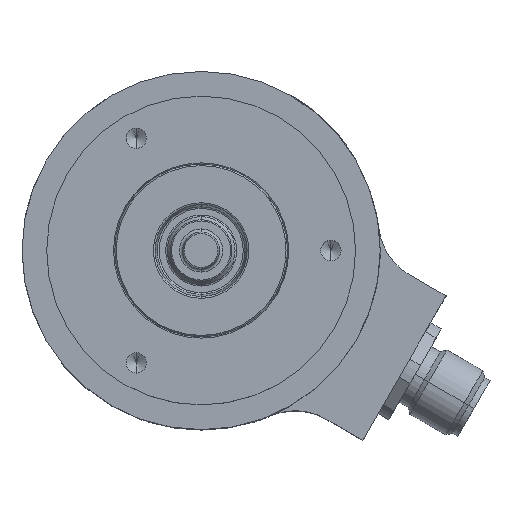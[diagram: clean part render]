
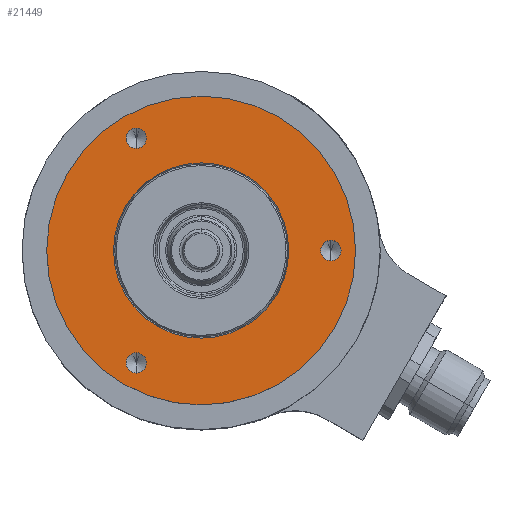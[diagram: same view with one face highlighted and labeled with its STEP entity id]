
A CAD part, top view. The second image highlights one B-rep face of the part: STEP entity #21449.
In plain terms, the highlighted planar face has unit normal (0, 0, 1).
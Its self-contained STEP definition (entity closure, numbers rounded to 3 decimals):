
#6928=CARTESIAN_POINT('',(0.,0.,27.));
#6929=DIRECTION('',(0.,0.,-1.));
#6930=DIRECTION('',(0.,1.,0.));
#6931=AXIS2_PLACEMENT_3D('',#6928,#6929,#6930);
#6933=CARTESIAN_POINT('',(0.,0.,27.));
#6934=DIRECTION('',(0.,0.,-1.));
#6935=DIRECTION('',(0.,-1.,0.));
#6936=AXIS2_PLACEMENT_3D('',#6933,#6934,#6935);
#6938=CARTESIAN_POINT('',(21.,0.,27.));
#6939=DIRECTION('',(0.,0.,1.));
#6940=DIRECTION('',(0.,-1.,0.));
#6941=AXIS2_PLACEMENT_3D('',#6938,#6939,#6940);
#6943=CARTESIAN_POINT('',(21.,0.,27.));
#6944=DIRECTION('',(0.,0.,1.));
#6945=DIRECTION('',(0.,1.,0.));
#6946=AXIS2_PLACEMENT_3D('',#6943,#6944,#6945);
#6948=CARTESIAN_POINT('',(-10.5,-18.187,27.));
#6949=DIRECTION('',(0.,0.,1.));
#6950=DIRECTION('',(0.,-1.,0.));
#6951=AXIS2_PLACEMENT_3D('',#6948,#6949,#6950);
#6953=CARTESIAN_POINT('',(-10.5,-18.187,27.));
#6954=DIRECTION('',(0.,0.,1.));
#6955=DIRECTION('',(0.,1.,0.));
#6956=AXIS2_PLACEMENT_3D('',#6953,#6954,#6955);
#6958=CARTESIAN_POINT('',(-10.5,18.187,27.));
#6959=DIRECTION('',(0.,0.,1.));
#6960=DIRECTION('',(0.,-1.,0.));
#6961=AXIS2_PLACEMENT_3D('',#6958,#6959,#6960);
#6963=CARTESIAN_POINT('',(-10.5,18.187,27.));
#6964=DIRECTION('',(0.,0.,1.));
#6965=DIRECTION('',(0.,1.,0.));
#6966=AXIS2_PLACEMENT_3D('',#6963,#6964,#6965);
#6973=CARTESIAN_POINT('',(0.,0.,27.));
#6974=DIRECTION('',(0.,0.,-1.));
#6975=DIRECTION('',(-1.,0.,0.));
#6976=AXIS2_PLACEMENT_3D('',#6973,#6974,#6975);
#6991=CARTESIAN_POINT('',(0.,0.,27.));
#6992=DIRECTION('',(0.,0.,-1.));
#6993=DIRECTION('',(1.,0.,0.));
#6994=AXIS2_PLACEMENT_3D('',#6991,#6992,#6993);
#14345=CARTESIAN_POINT('',(0.,25.,27.));
#14346=CARTESIAN_POINT('',(0.,-25.,27.));
#14347=VERTEX_POINT('',#14345);
#14348=VERTEX_POINT('',#14346);
#14373=CARTESIAN_POINT('',(14.188,0.,27.));
#14374=CARTESIAN_POINT('',(-14.188,0.,27.));
#14375=VERTEX_POINT('',#14373);
#14376=VERTEX_POINT('',#14374);
#14387=CARTESIAN_POINT('',(21.,-1.65,27.));
#14388=CARTESIAN_POINT('',(21.,1.65,27.));
#14389=VERTEX_POINT('',#14387);
#14390=VERTEX_POINT('',#14388);
#14397=CARTESIAN_POINT('',(-10.5,-19.837,27.));
#14398=CARTESIAN_POINT('',(-10.5,-16.537,27.));
#14399=VERTEX_POINT('',#14397);
#14400=VERTEX_POINT('',#14398);
#14407=CARTESIAN_POINT('',(-10.5,16.537,27.));
#14408=CARTESIAN_POINT('',(-10.5,19.837,27.));
#14409=VERTEX_POINT('',#14407);
#14410=VERTEX_POINT('',#14408);
#21415=CARTESIAN_POINT('',(0.,0.,27.));
#21416=DIRECTION('',(0.,0.,1.));
#21417=DIRECTION('',(1.,0.,0.));
#21418=AXIS2_PLACEMENT_3D('',#21415,#21416,#21417);
#21419=PLANE('',#21418);
#21421=ORIENTED_EDGE('',*,*,#21420,.T.);
#21422=ORIENTED_EDGE('',*,*,#21405,.T.);
#21423=EDGE_LOOP('',(#21421,#21422));
#21424=FACE_OUTER_BOUND('',#21423,.F.);
#21426=ORIENTED_EDGE('',*,*,#21425,.F.);
#21428=ORIENTED_EDGE('',*,*,#21427,.F.);
#21429=EDGE_LOOP('',(#21426,#21428));
#21430=FACE_BOUND('',#21429,.F.);
#21432=ORIENTED_EDGE('',*,*,#21431,.T.);
#21434=ORIENTED_EDGE('',*,*,#21433,.T.);
#21435=EDGE_LOOP('',(#21432,#21434));
#21436=FACE_BOUND('',#21435,.F.);
#21438=ORIENTED_EDGE('',*,*,#21437,.T.);
#21440=ORIENTED_EDGE('',*,*,#21439,.T.);
#21441=EDGE_LOOP('',(#21438,#21440));
#21442=FACE_BOUND('',#21441,.F.);
#21444=ORIENTED_EDGE('',*,*,#21443,.T.);
#21446=ORIENTED_EDGE('',*,*,#21445,.T.);
#21447=EDGE_LOOP('',(#21444,#21446));
#21448=FACE_BOUND('',#21447,.F.);
#6932=CIRCLE('',#6931,25.);
#6937=CIRCLE('',#6936,25.);
#6942=CIRCLE('',#6941,1.65);
#6947=CIRCLE('',#6946,1.65);
#6952=CIRCLE('',#6951,1.65);
#6957=CIRCLE('',#6956,1.65);
#6962=CIRCLE('',#6961,1.65);
#6967=CIRCLE('',#6966,1.65);
#6977=CIRCLE('',#6976,14.188);
#6995=CIRCLE('',#6994,14.188);
#21405=EDGE_CURVE('',#14348,#14347,#6937,.T.);
#21420=EDGE_CURVE('',#14347,#14348,#6932,.T.);
#21425=EDGE_CURVE('',#14376,#14375,#6977,.T.);
#21427=EDGE_CURVE('',#14375,#14376,#6995,.T.);
#21431=EDGE_CURVE('',#14389,#14390,#6942,.T.);
#21433=EDGE_CURVE('',#14390,#14389,#6947,.T.);
#21437=EDGE_CURVE('',#14399,#14400,#6952,.T.);
#21439=EDGE_CURVE('',#14400,#14399,#6957,.T.);
#21443=EDGE_CURVE('',#14409,#14410,#6962,.T.);
#21445=EDGE_CURVE('',#14410,#14409,#6967,.T.);
#21449=ADVANCED_FACE('',(#21424,#21430,#21436,#21442,#21448),#21419,.T.);
